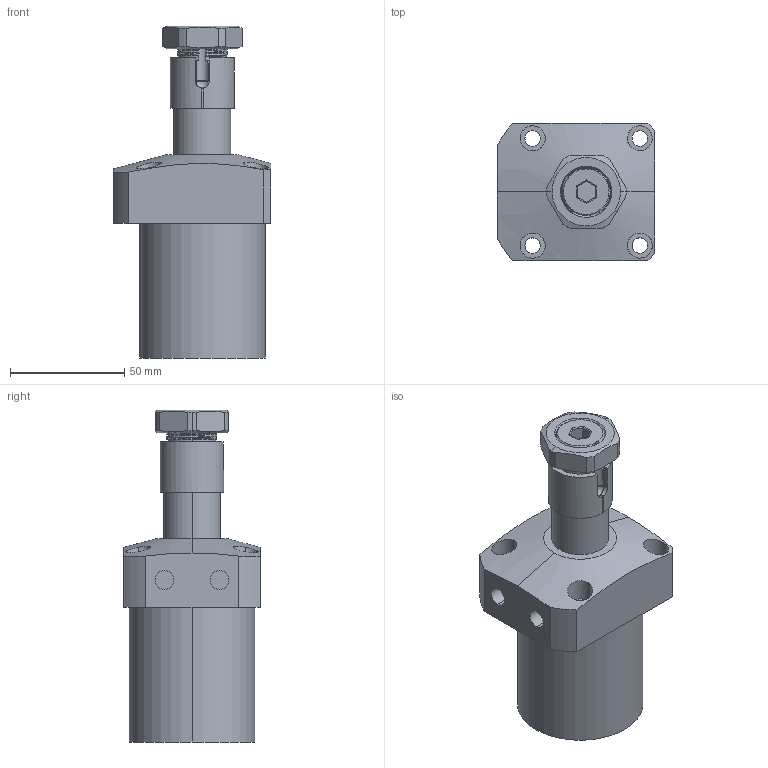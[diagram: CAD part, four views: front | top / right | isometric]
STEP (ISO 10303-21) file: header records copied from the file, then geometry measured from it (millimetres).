
FILE_DESCRIPTION (( 'STEP AP203' ), '1' );
FILE_NAME ('CHA-055SRX90.STEP', '2019-05-24T12:27:40', ( '' ), ( '' ), 'SwSTEP 2.0', 'SolidWorks 2017', '' );
FILE_SCHEMA (( 'CONFIG_CONTROL_DESIGN' ));
Length unit declared in the file: millimetre
Products named in the file (5): CHA-055活塞杆; CHA-055SRX90; CHA-055蹟譫; CHA-055S袪杶; CHA-055掛极
Assembly tree (4 placements, depth 2):
  CHA-055SRX90
    CHA-055掛极
    CHA-055活塞杆
    CHA-055S袪杶
    CHA-055蹟譫
Bounding box: 69 x 60 x 145.5 mm (x, y, z)
Volume: 247841.7 mm3; surface area: 53905.5 mm2
Topology: 4 solids, 4 shells, 176 faces, 461 edges, 302 vertices
Faces by surface type: cylinder 92, plane 44, bspline 22, cone 18
Entity records: 12896 total; most frequent: CARTESIAN_POINT 8464, ORIENTED_EDGE 918, DIRECTION 710, EDGE_CURVE 459, VERTEX_POINT 302, AXIS2_PLACEMENT_3D 275, EDGE_LOOP 197, ADVANCED_FACE 176
